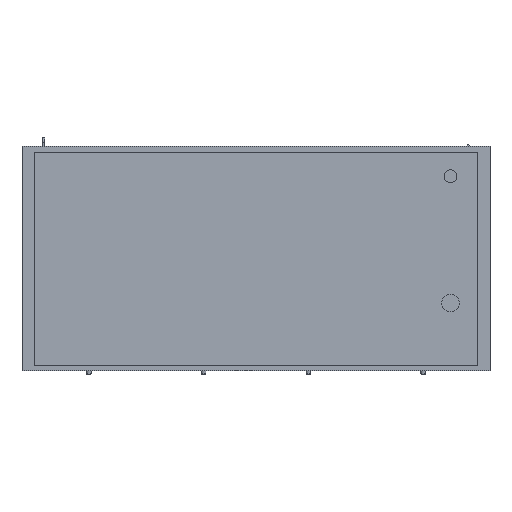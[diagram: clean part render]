
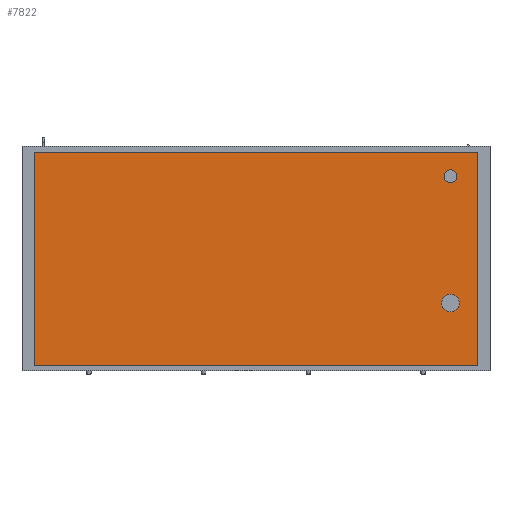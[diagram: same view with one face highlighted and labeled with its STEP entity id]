
A CAD part, front view. The second image highlights one B-rep face of the part: STEP entity #7822.
In plain terms, the highlighted planar face has unit normal (0, -1, 0).
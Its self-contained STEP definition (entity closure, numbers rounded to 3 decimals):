
#562=FACE_OUTER_BOUND('',#1065,.T.);
#1065=EDGE_LOOP('',(#5229,#5230,#5231,#5232));
#1585=LINE('',#11645,#2441);
#1588=LINE('',#11650,#2444);
#1591=LINE('',#11655,#2447);
#1592=LINE('',#11657,#2448);
#2441=VECTOR('',#9224,10.);
#2444=VECTOR('',#9229,10.);
#2447=VECTOR('',#9234,10.);
#2448=VECTOR('',#9237,10.);
#3289=VERTEX_POINT('',#11643);
#3290=VERTEX_POINT('',#11644);
#3291=VERTEX_POINT('',#11649);
#3292=VERTEX_POINT('',#11653);
#4061=EDGE_CURVE('',#3289,#3290,#1585,.T.);
#4064=EDGE_CURVE('',#3291,#3290,#1588,.T.);
#4067=EDGE_CURVE('',#3289,#3292,#1591,.T.);
#4068=EDGE_CURVE('',#3291,#3292,#1592,.T.);
#5229=ORIENTED_EDGE('',*,*,#4067,.T.);
#5230=ORIENTED_EDGE('',*,*,#4068,.F.);
#5231=ORIENTED_EDGE('',*,*,#4064,.T.);
#5232=ORIENTED_EDGE('',*,*,#4061,.F.);
#7443=PLANE('',#8407);
#7822=ADVANCED_FACE('',(#562),#7443,.T.);
#8407=AXIS2_PLACEMENT_3D('',#11656,#9235,#9236);
#9224=DIRECTION('',(0.,0.,1.));
#9229=DIRECTION('',(-1.,0.,0.));
#9234=DIRECTION('',(1.,0.,0.));
#9235=DIRECTION('center_axis',(0.,-1.,0.));
#9236=DIRECTION('ref_axis',(0.,0.,-1.));
#9237=DIRECTION('',(0.,0.,-1.));
#11643=CARTESIAN_POINT('',(-687.5,-185.,-330.));
#11644=CARTESIAN_POINT('',(-687.5,-185.,330.));
#11645=CARTESIAN_POINT('',(-687.5,-185.,330.));
#11649=CARTESIAN_POINT('',(687.5,-185.,330.));
#11650=CARTESIAN_POINT('',(0.,-185.,330.));
#11653=CARTESIAN_POINT('',(687.5,-185.,-330.));
#11655=CARTESIAN_POINT('',(0.,-185.,-330.));
#11656=CARTESIAN_POINT('Origin',(0.,-185.,330.));
#11657=CARTESIAN_POINT('',(687.5,-185.,330.));
